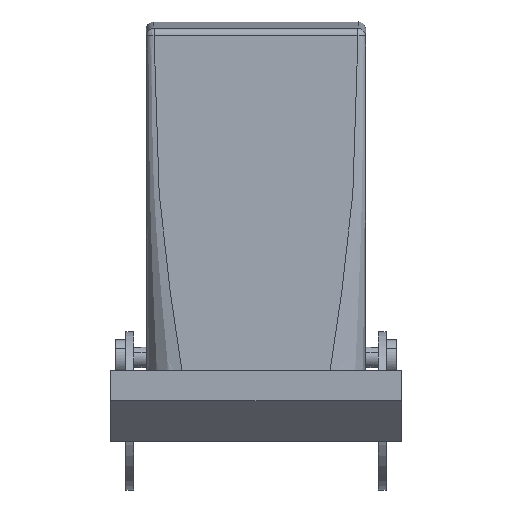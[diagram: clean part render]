
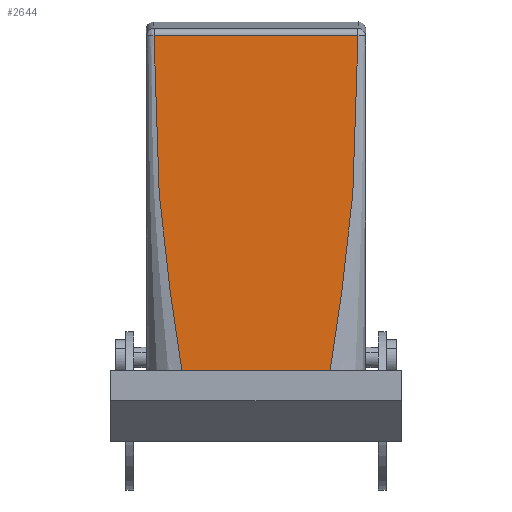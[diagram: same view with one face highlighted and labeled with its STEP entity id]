
A CAD part, front view. The second image highlights one B-rep face of the part: STEP entity #2644.
In plain terms, the highlighted planar face has unit normal (0, -1, 0.013).
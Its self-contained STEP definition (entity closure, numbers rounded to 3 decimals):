
#2631=AXIS2_PLACEMENT_3D('Plane Axis2P3D',#2628,#2629,#2630) ;
#978=CARTESIAN_POINT('Vertex',(14.5,18.,19.8)) ;
#1047=CARTESIAN_POINT('Vertex',(42.5,18.,19.8)) ;
#1050=CARTESIAN_POINT('Line Origine',(28.5,18.,19.8)) ;
#1788=CARTESIAN_POINT('Vertex',(8.515,18.906,88.995)) ;
#1817=CARTESIAN_POINT('Control Point',(8.515,18.906,88.995)) ;
#1818=CARTESIAN_POINT('Control Point',(8.542,18.876,86.745)) ;
#1819=CARTESIAN_POINT('Control Point',(8.574,18.847,84.496)) ;
#1820=CARTESIAN_POINT('Control Point',(8.615,18.817,82.247)) ;
#1821=CARTESIAN_POINT('Control Point',(8.707,18.758,77.742)) ;
#1822=CARTESIAN_POINT('Control Point',(8.824,18.7,73.237)) ;
#1823=CARTESIAN_POINT('Control Point',(8.891,18.669,70.876)) ;
#1824=CARTESIAN_POINT('Control Point',(9.067,18.598,65.508)) ;
#1825=CARTESIAN_POINT('Control Point',(9.352,18.528,60.142)) ;
#1826=CARTESIAN_POINT('Control Point',(9.574,18.487,57.033)) ;
#1827=CARTESIAN_POINT('Control Point',(10.133,18.406,50.819)) ;
#1828=CARTESIAN_POINT('Control Point',(10.888,18.325,44.618)) ;
#1829=CARTESIAN_POINT('Control Point',(11.306,18.284,41.521)) ;
#1830=CARTESIAN_POINT('Control Point',(12.033,18.218,36.453)) ;
#1831=CARTESIAN_POINT('Control Point',(12.791,18.152,31.388)) ;
#1832=CARTESIAN_POINT('Control Point',(13.088,18.126,29.413)) ;
#1833=CARTESIAN_POINT('Control Point',(13.553,18.085,26.296)) ;
#1834=CARTESIAN_POINT('Control Point',(14.012,18.044,23.179)) ;
#1835=CARTESIAN_POINT('Control Point',(14.176,18.029,22.051)) ;
#1836=CARTESIAN_POINT('Control Point',(14.338,18.015,20.927)) ;
#1837=CARTESIAN_POINT('Control Point',(14.5,18.,19.8)) ;
#2583=CARTESIAN_POINT('Control Point',(48.485,18.906,88.995)) ;
#2584=CARTESIAN_POINT('Control Point',(48.458,18.876,86.745)) ;
#2585=CARTESIAN_POINT('Control Point',(48.426,18.847,84.496)) ;
#2586=CARTESIAN_POINT('Control Point',(48.385,18.817,82.247)) ;
#2587=CARTESIAN_POINT('Control Point',(48.293,18.758,77.742)) ;
#2588=CARTESIAN_POINT('Control Point',(48.176,18.7,73.237)) ;
#2589=CARTESIAN_POINT('Control Point',(48.109,18.669,70.876)) ;
#2590=CARTESIAN_POINT('Control Point',(47.933,18.598,65.508)) ;
#2591=CARTESIAN_POINT('Control Point',(47.648,18.528,60.142)) ;
#2592=CARTESIAN_POINT('Control Point',(47.426,18.487,57.033)) ;
#2593=CARTESIAN_POINT('Control Point',(46.867,18.406,50.819)) ;
#2594=CARTESIAN_POINT('Control Point',(46.112,18.325,44.618)) ;
#2595=CARTESIAN_POINT('Control Point',(45.694,18.284,41.521)) ;
#2596=CARTESIAN_POINT('Control Point',(44.967,18.218,36.453)) ;
#2597=CARTESIAN_POINT('Control Point',(44.209,18.152,31.388)) ;
#2598=CARTESIAN_POINT('Control Point',(43.912,18.126,29.413)) ;
#2599=CARTESIAN_POINT('Control Point',(43.447,18.085,26.296)) ;
#2600=CARTESIAN_POINT('Control Point',(42.988,18.044,23.179)) ;
#2601=CARTESIAN_POINT('Control Point',(42.824,18.029,22.051)) ;
#2602=CARTESIAN_POINT('Control Point',(42.662,18.015,20.927)) ;
#2603=CARTESIAN_POINT('Control Point',(42.5,18.,19.8)) ;
#2604=CARTESIAN_POINT('Vertex',(48.485,18.906,88.995)) ;
#2628=CARTESIAN_POINT('Axis2P3D Location',(28.5,19.046,99.715)) ;
#2633=CARTESIAN_POINT('Line Origine',(28.5,18.906,88.995)) ;
#1051=DIRECTION('Vector Direction',(-1.,0.,0.)) ;
#2629=DIRECTION('Axis2P3D Direction',(0.,-1.,0.013)) ;
#2630=DIRECTION('Axis2P3D XDirection',(-1.,0.,0.)) ;
#2634=DIRECTION('Vector Direction',(1.,0.,0.)) ;
#1052=VECTOR('Line Direction',#1051,1.) ;
#2635=VECTOR('Line Direction',#2634,1.) ;
#2639=ORIENTED_EDGE('',*,*,#1838,.F.) ;
#2640=ORIENTED_EDGE('',*,*,#1054,.T.) ;
#2641=ORIENTED_EDGE('',*,*,#2606,.T.) ;
#2642=ORIENTED_EDGE('',*,*,#2637,.F.) ;
#2644=ADVANCED_FACE('Housing',(#2643),#2632,.T.) ;
#1816=B_SPLINE_CURVE_WITH_KNOTS('',5,(#1817,#1818,#1819,#1820,#1821,#1822,#1823,#1824,#1825,#1826,#1827,#1828,#1829,#1830,#1831,#1832,#1833,#1834,#1835,#1836,#1837),.UNSPECIFIED.,.F.,.U.,(6,3,3,3,3,3,6),(31.573,42.827,54.115,69.691,85.268,95.221,100.975),.UNSPECIFIED.) ;
#2582=B_SPLINE_CURVE_WITH_KNOTS('',5,(#2583,#2584,#2585,#2586,#2587,#2588,#2589,#2590,#2591,#2592,#2593,#2594,#2595,#2596,#2597,#2598,#2599,#2600,#2601,#2602,#2603),.UNSPECIFIED.,.F.,.U.,(6,3,3,3,3,3,6),(31.573,42.827,54.115,69.691,85.268,95.221,100.975),.UNSPECIFIED.) ;
#1054=EDGE_CURVE('',#979,#1048,#1053,.F.) ;
#1838=EDGE_CURVE('',#979,#1789,#1816,.F.) ;
#2606=EDGE_CURVE('',#1048,#2605,#2582,.F.) ;
#2637=EDGE_CURVE('',#1789,#2605,#2636,.T.) ;
#2638=EDGE_LOOP('',(#2639,#2640,#2641,#2642)) ;
#2643=FACE_OUTER_BOUND('',#2638,.T.) ;
#1053=LINE('Line',#1050,#1052) ;
#2636=LINE('Line',#2633,#2635) ;
#2632=PLANE('',#2631) ;
#979=VERTEX_POINT('',#978) ;
#1048=VERTEX_POINT('',#1047) ;
#1789=VERTEX_POINT('',#1788) ;
#2605=VERTEX_POINT('',#2604) ;
